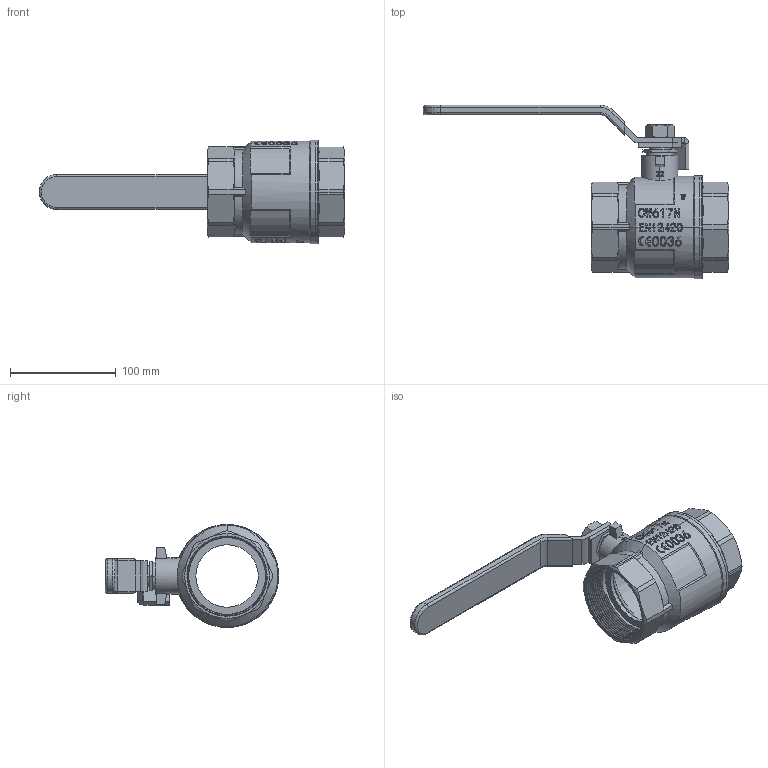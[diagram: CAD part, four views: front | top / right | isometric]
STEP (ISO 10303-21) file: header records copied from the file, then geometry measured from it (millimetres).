
FILE_DESCRIPTION(/* description */ ('Unknown','CAx-IF Rec.Pracs.---Representation and Presentation of Product Manufacturing Information (PMI)---4.0---2014-10-13','CAx-IF Rec.Pracs.---3D Tessellated Geometry---0.4---2014-09-14','2;1'),/* implementation_level */ '2;1');
FILE_NAME(/* name */ '600-10',/* time_stamp */ '2023-11-21T08:52:50+01:00',/* author */ ('Unknown'),/* organization */ ('Unknown'),/* preprocessor_version */ 'ST-DEVELOPER v18.102',/* originating_system */ 'Solid Edge',/* authorisation */ 'Unknown');
FILE_SCHEMA (('AP242_MANAGED_MODEL_BASED_3D_ENGINEERING_MIM_LF { 1 0 10303 442 1 1 4 }'));
Products named in the file (7): 600-10; 葩璃 10.33601.G65.0B5B-5990^10.33601.G65.CP5B-5990_10.33601.G65.0B5B-
5990; 葩璃 10.33601.G65.1^10.33601.G65.CP5B-5990_10.33601.G65.1B5B; 葩璃 10.33601.G65.4^10.33601.G65.CP5B-5990_10.33601.G65.4532; 葩璃 10.33601.G65.50^10.33601.G65.CP5B-5990_10.33601.G65.5032; 葩璃 10.33601.G65.7023-5990^10.33601.G65.CP5B-5990_10.33601.G65.7023-
5990; 葩璃 10.33601.G65.60^10.33601.G65.CP5B-5990_10.33601.G65.6032
Assembly tree (6 placements, depth 2):
  600-10
    葩璃 10.33601.G65.0B5B-5990^10.33601.G65.CP5B-5990_10.33601.G65.0B5B-
5990
    葩璃 10.33601.G65.1^10.33601.G65.CP5B-5990_10.33601.G65.1B5B
    葩璃 10.33601.G65.4^10.33601.G65.CP5B-5990_10.33601.G65.4532
    葩璃 10.33601.G65.50^10.33601.G65.CP5B-5990_10.33601.G65.5032
    葩璃 10.33601.G65.7023-5990^10.33601.G65.CP5B-5990_10.33601.G65.7023-
5990
    葩璃 10.33601.G65.60^10.33601.G65.CP5B-5990_10.33601.G65.6032
Bounding box: 288.5 x 163.75 x 97.5 mm (x, y, z)
Volume: 268253.4 mm3; surface area: 167036.2 mm2
Topology: 8 solids, 8 shells, 957 faces, 2568 edges, 1684 vertices
Faces by surface type: plane 383, cylinder 320, bspline 122, cone 103, torus 24, sphere 5
Entity records: 75918 total; most frequent: CARTESIAN_POINT 54178, ORIENTED_EDGE 5132, DIRECTION 3672, EDGE_CURVE 2566, VERTEX_POINT 1684, AXIS2_PLACEMENT_3D 1411, EDGE_LOOP 1030, FACE_BOUND 1030
